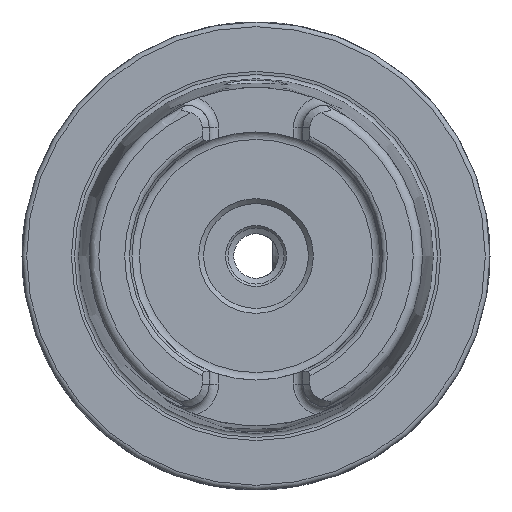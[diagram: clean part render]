
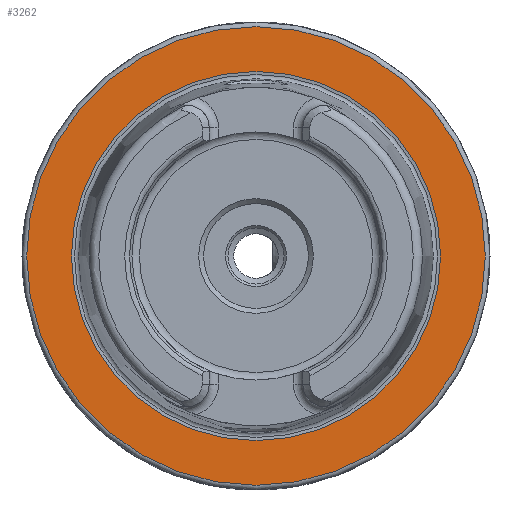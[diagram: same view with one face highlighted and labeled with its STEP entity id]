
A CAD part, left-side view. The second image highlights one B-rep face of the part: STEP entity #3262.
In plain terms, the highlighted planar face has unit normal (-1, 0, 0).
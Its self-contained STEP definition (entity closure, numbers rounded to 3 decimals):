
#116=PLANE('',#3599);
#179=FACE_BOUND('',#985,.T.);
#781=FACE_OUTER_BOUND('',#984,.T.);
#984=EDGE_LOOP('',(#2470));
#985=EDGE_LOOP('',(#2471));
#1201=CIRCLE('',#3585,39.43);
#1211=CIRCLE('',#3600,49.);
#1454=VERTEX_POINT('',#7844);
#1462=VERTEX_POINT('',#7870);
#1826=EDGE_CURVE('',#1454,#1454,#1201,.T.);
#1838=EDGE_CURVE('',#1462,#1462,#1211,.T.);
#2470=ORIENTED_EDGE('',*,*,#1838,.F.);
#2471=ORIENTED_EDGE('',*,*,#1826,.T.);
#3262=ADVANCED_FACE('',(#781,#179),#116,.T.);
#3585=AXIS2_PLACEMENT_3D('',#7846,#4131,#4132);
#3599=AXIS2_PLACEMENT_3D('',#7869,#4161,#4162);
#3600=AXIS2_PLACEMENT_3D('',#7871,#4163,#4164);
#4131=DIRECTION('center_axis',(1.,0.,0.));
#4132=DIRECTION('ref_axis',(0.,1.,0.));
#4161=DIRECTION('center_axis',(-1.,0.,0.));
#4162=DIRECTION('ref_axis',(0.,0.,1.));
#4163=DIRECTION('center_axis',(1.,0.,0.));
#4164=DIRECTION('ref_axis',(0.,0.,-1.));
#7844=CARTESIAN_POINT('',(0.,-39.43,0.));
#7846=CARTESIAN_POINT('Origin',(0.,0.,0.));
#7869=CARTESIAN_POINT('Origin',(0.,49.,0.));
#7870=CARTESIAN_POINT('',(0.,0.,49.));
#7871=CARTESIAN_POINT('Origin',(0.,0.,0.));
